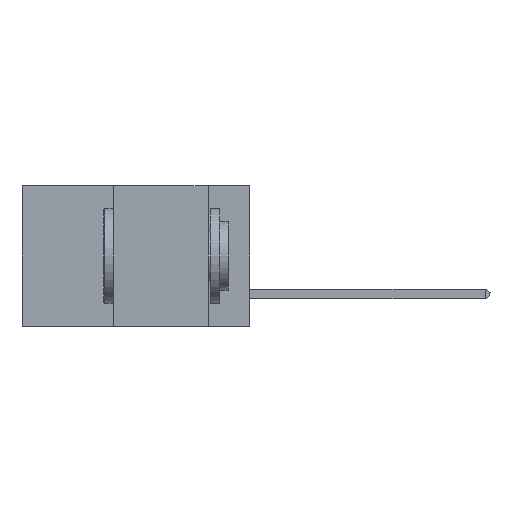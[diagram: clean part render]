
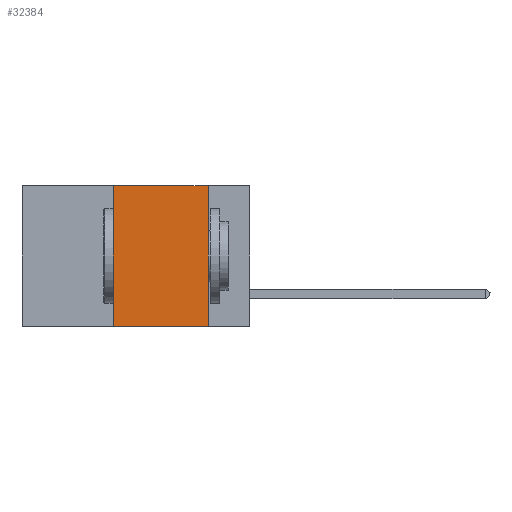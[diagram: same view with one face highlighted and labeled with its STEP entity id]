
A CAD part, left-side view. The second image highlights one B-rep face of the part: STEP entity #32384.
In plain terms, the highlighted planar face has unit normal (-1, 0, 0).
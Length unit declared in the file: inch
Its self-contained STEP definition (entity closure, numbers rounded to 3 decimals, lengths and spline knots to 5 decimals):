
#567 = EDGE_LOOP ( 'NONE', ( #19493, #36120, #18873, #6459 ) ) ;
#1487 = VECTOR ( 'NONE', #17917, 39.37008 ) ;
#4327 = PLANE ( 'NONE',  #20676 ) ;
#4385 = CARTESIAN_POINT ( 'NONE',  ( 0., 0.11, 0. ) ) ;
#6459 = ORIENTED_EDGE ( 'NONE', *, *, #18006, .T. ) ;
#6830 = CARTESIAN_POINT ( 'NONE',  ( 0., 0.36, -0.37 ) ) ;
#7133 = DIRECTION ( 'NONE',  ( 0., 0., -1. ) ) ;
#9894 = DIRECTION ( 'NONE',  ( 0., -1., 0. ) ) ;
#11998 = LINE ( 'NONE', #29564, #1487 ) ;
#12214 = CARTESIAN_POINT ( 'NONE',  ( 0., 0.11, -0.37 ) ) ;
#12306 = VECTOR ( 'NONE', #25572, 39.37008 ) ;
#12535 = CARTESIAN_POINT ( 'NONE',  ( 0., 0.36, 0. ) ) ;
#14493 = EDGE_CURVE ( 'NONE', #35691, #30469, #11998, .T. ) ;
#15479 = EDGE_CURVE ( 'NONE', #26233, #35691, #27949, .T. ) ;
#16508 = CARTESIAN_POINT ( 'NONE',  ( 0., 0.6, 0. ) ) ;
#17917 = DIRECTION ( 'NONE',  ( 0., -1., 0. ) ) ;
#17931 = EDGE_CURVE ( 'NONE', #30469, #26112, #30054, .T. ) ;
#18006 = EDGE_CURVE ( 'NONE', #26233, #26112, #32353, .T. ) ;
#18375 = CARTESIAN_POINT ( 'NONE',  ( 0., 0.6, -0.37 ) ) ;
#18873 = ORIENTED_EDGE ( 'NONE', *, *, #15479, .F. ) ;
#19178 = DIRECTION ( 'NONE',  ( 1., 0., 0. ) ) ;
#19493 = ORIENTED_EDGE ( 'NONE', *, *, #17931, .F. ) ;
#20676 = AXIS2_PLACEMENT_3D ( 'NONE', #16508, #19178, #7133 ) ;
#20678 = DIRECTION ( 'NONE',  ( 0., 0., -1. ) ) ;
#22481 = CARTESIAN_POINT ( 'NONE',  ( 0., 0.36, 0. ) ) ;
#23185 = VECTOR ( 'NONE', #9894, 39.37008 ) ;
#25572 = DIRECTION ( 'NONE',  ( 0., 0., 1. ) ) ;
#26112 = VERTEX_POINT ( 'NONE', #12214 ) ;
#26233 = VERTEX_POINT ( 'NONE', #6830 ) ;
#27949 = LINE ( 'NONE', #22481, #12306 ) ;
#29564 = CARTESIAN_POINT ( 'NONE',  ( 0., 0.6, 0. ) ) ;
#30054 = LINE ( 'NONE', #32730, #35115 ) ;
#30469 = VERTEX_POINT ( 'NONE', #4385 ) ;
#32353 = LINE ( 'NONE', #18375, #23185 ) ;
#32384 = ADVANCED_FACE ( 'NONE', ( #34628 ), #4327, .F. ) ;
#32730 = CARTESIAN_POINT ( 'NONE',  ( 0., 0.11, 0. ) ) ;
#34628 = FACE_OUTER_BOUND ( 'NONE', #567, .T. ) ;
#35115 = VECTOR ( 'NONE', #20678, 39.37008 ) ;
#35691 = VERTEX_POINT ( 'NONE', #12535 ) ;
#36120 = ORIENTED_EDGE ( 'NONE', *, *, #14493, .F. ) ;
